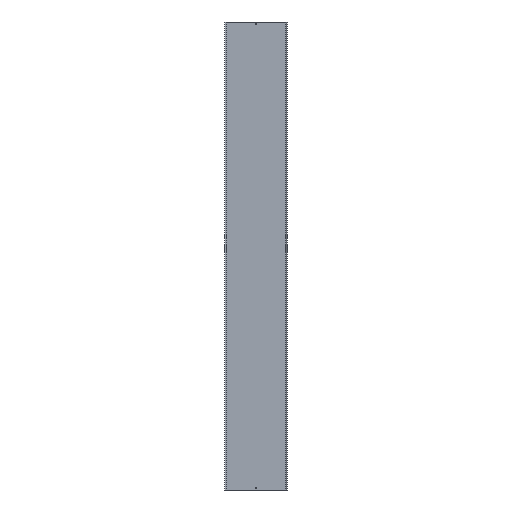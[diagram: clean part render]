
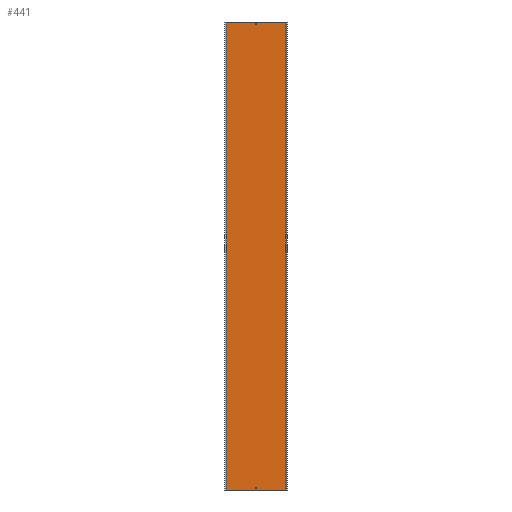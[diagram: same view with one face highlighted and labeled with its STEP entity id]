
A CAD part, front view. The second image highlights one B-rep face of the part: STEP entity #441.
In plain terms, the highlighted planar face has unit normal (0, -1, 0).
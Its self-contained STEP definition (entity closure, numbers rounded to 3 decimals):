
#10 = EDGE_LOOP ( 'NONE', ( #352, #574 ) ) ;
#20 = EDGE_CURVE ( 'NONE', #166, #209, #44, .T. ) ;
#25 = ORIENTED_EDGE ( 'NONE', *, *, #20, .T. ) ;
#27 = EDGE_CURVE ( 'NONE', #540, #76, #477, .T. ) ;
#44 = LINE ( 'NONE', #465, #242 ) ;
#50 = DIRECTION ( 'NONE',  ( -1., 0., 0. ) ) ;
#54 = CARTESIAN_POINT ( 'NONE',  ( -191.616, -2., 1500. ) ) ;
#71 = EDGE_CURVE ( 'NONE', #127, #166, #224, .T. ) ;
#76 = VERTEX_POINT ( 'NONE', #315 ) ;
#86 = EDGE_LOOP ( 'NONE', ( #160, #199 ) ) ;
#89 = VERTEX_POINT ( 'NONE', #221 ) ;
#94 = PLANE ( 'NONE',  #565 ) ;
#95 = DIRECTION ( 'NONE',  ( -1., 0., 0. ) ) ;
#99 = EDGE_CURVE ( 'NONE', #253, #493, #505, .T. ) ;
#105 = CARTESIAN_POINT ( 'NONE',  ( 0., -2., -1486. ) ) ;
#110 = CARTESIAN_POINT ( 'NONE',  ( 0., -2., 1486. ) ) ;
#119 = EDGE_LOOP ( 'NONE', ( #25, #302, #439, #333 ) ) ;
#127 = VERTEX_POINT ( 'NONE', #138 ) ;
#136 = CIRCLE ( 'NONE', #359, 2.75 ) ;
#138 = CARTESIAN_POINT ( 'NONE',  ( -191.616, -2., 1500. ) ) ;
#143 = DIRECTION ( 'NONE',  ( 1., 0., 0. ) ) ;
#148 = CARTESIAN_POINT ( 'NONE',  ( 191.616, -2., -1500. ) ) ;
#150 = CIRCLE ( 'NONE', #293, 2.75 ) ;
#160 = ORIENTED_EDGE ( 'NONE', *, *, #198, .F. ) ;
#166 = VERTEX_POINT ( 'NONE', #561 ) ;
#167 = DIRECTION ( 'NONE',  ( -1., 0., 0. ) ) ;
#176 = EDGE_CURVE ( 'NONE', #127, #89, #227, .T. ) ;
#186 = CARTESIAN_POINT ( 'NONE',  ( 194., -2., 1500. ) ) ;
#187 = VECTOR ( 'NONE', #435, 1000. ) ;
#198 = EDGE_CURVE ( 'NONE', #493, #253, #150, .T. ) ;
#199 = ORIENTED_EDGE ( 'NONE', *, *, #99, .F. ) ;
#205 = AXIS2_PLACEMENT_3D ( 'NONE', #609, #408, #95 ) ;
#209 = VERTEX_POINT ( 'NONE', #148 ) ;
#218 = CARTESIAN_POINT ( 'NONE',  ( 0., -2., -1486. ) ) ;
#221 = CARTESIAN_POINT ( 'NONE',  ( 191.616, -2., 1500. ) ) ;
#224 = LINE ( 'NONE', #54, #382 ) ;
#227 = LINE ( 'NONE', #186, #187 ) ;
#232 = CARTESIAN_POINT ( 'NONE',  ( 2.75, -2., 1486. ) ) ;
#242 = VECTOR ( 'NONE', #143, 1000. ) ;
#253 = VERTEX_POINT ( 'NONE', #379 ) ;
#275 = AXIS2_PLACEMENT_3D ( 'NONE', #105, #365, #506 ) ;
#293 = AXIS2_PLACEMENT_3D ( 'NONE', #218, #484, #482 ) ;
#302 = ORIENTED_EDGE ( 'NONE', *, *, #403, .F. ) ;
#315 = CARTESIAN_POINT ( 'NONE',  ( -2.75, -2., 1486. ) ) ;
#316 = FACE_OUTER_BOUND ( 'NONE', #119, .T. ) ;
#333 = ORIENTED_EDGE ( 'NONE', *, *, #71, .T. ) ;
#352 = ORIENTED_EDGE ( 'NONE', *, *, #508, .F. ) ;
#358 = CARTESIAN_POINT ( 'NONE',  ( 194., -2., 1500. ) ) ;
#359 = AXIS2_PLACEMENT_3D ( 'NONE', #110, #371, #50 ) ;
#361 = FACE_BOUND ( 'NONE', #86, .T. ) ;
#364 = DIRECTION ( 'NONE',  ( 0., 1., 0. ) ) ;
#365 = DIRECTION ( 'NONE',  ( 0., -1., 0. ) ) ;
#370 = DIRECTION ( 'NONE',  ( 0., 0., -1. ) ) ;
#371 = DIRECTION ( 'NONE',  ( 0., -1., 0. ) ) ;
#379 = CARTESIAN_POINT ( 'NONE',  ( 2.75, -2., -1486. ) ) ;
#382 = VECTOR ( 'NONE', #370, 1000. ) ;
#403 = EDGE_CURVE ( 'NONE', #89, #209, #498, .T. ) ;
#408 = DIRECTION ( 'NONE',  ( 0., -1., 0. ) ) ;
#435 = DIRECTION ( 'NONE',  ( 1., 0., 0. ) ) ;
#439 = ORIENTED_EDGE ( 'NONE', *, *, #176, .F. ) ;
#441 = ADVANCED_FACE ( 'NONE', ( #361, #464, #316 ), #94, .F. ) ;
#444 = CARTESIAN_POINT ( 'NONE',  ( 191.616, -2., 1500. ) ) ;
#464 = FACE_BOUND ( 'NONE', #10, .T. ) ;
#465 = CARTESIAN_POINT ( 'NONE',  ( 194., -2., -1500. ) ) ;
#477 = CIRCLE ( 'NONE', #205, 2.75 ) ;
#482 = DIRECTION ( 'NONE',  ( -1., 0., 0. ) ) ;
#484 = DIRECTION ( 'NONE',  ( 0., -1., 0. ) ) ;
#493 = VERTEX_POINT ( 'NONE', #522 ) ;
#498 = LINE ( 'NONE', #444, #600 ) ;
#505 = CIRCLE ( 'NONE', #275, 2.75 ) ;
#506 = DIRECTION ( 'NONE',  ( -1., 0., 0. ) ) ;
#508 = EDGE_CURVE ( 'NONE', #76, #540, #136, .T. ) ;
#522 = CARTESIAN_POINT ( 'NONE',  ( -2.75, -2., -1486. ) ) ;
#540 = VERTEX_POINT ( 'NONE', #232 ) ;
#561 = CARTESIAN_POINT ( 'NONE',  ( -191.616, -2., -1500. ) ) ;
#565 = AXIS2_PLACEMENT_3D ( 'NONE', #358, #364, #167 ) ;
#574 = ORIENTED_EDGE ( 'NONE', *, *, #27, .F. ) ;
#577 = DIRECTION ( 'NONE',  ( 0., 0., -1. ) ) ;
#600 = VECTOR ( 'NONE', #577, 1000. ) ;
#609 = CARTESIAN_POINT ( 'NONE',  ( 0., -2., 1486. ) ) ;
